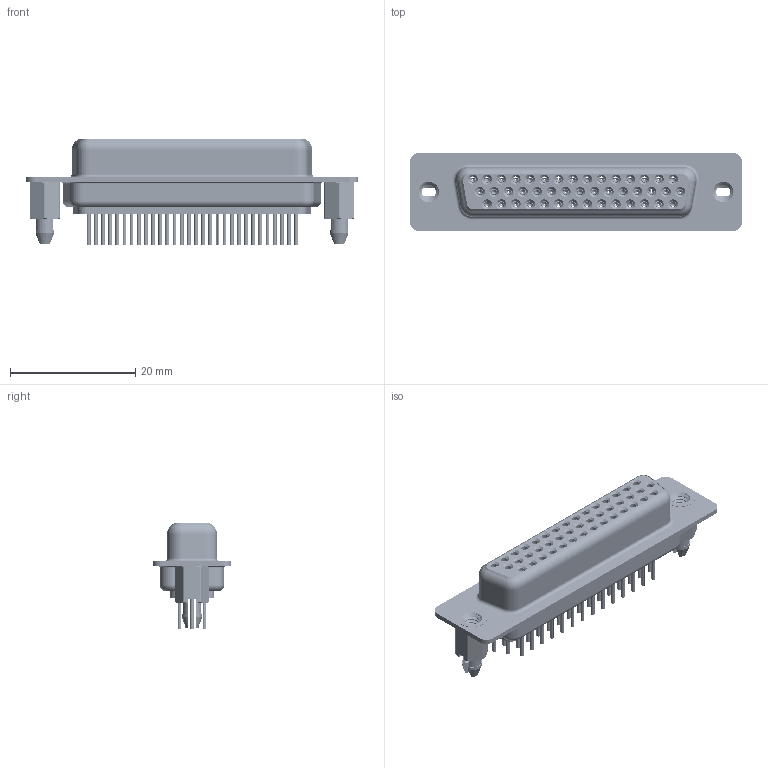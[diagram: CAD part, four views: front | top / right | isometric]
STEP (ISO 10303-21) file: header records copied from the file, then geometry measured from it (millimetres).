
FILE_DESCRIPTION (( 'STEP AP203' ), '1' );
FILE_NAME ('MHHDD-44FNS-E1.STEP', '2025-11-20T14:37:15', ( '' ), ( '' ), 'SwSTEP 2.0', 'SolidWorks 2023', '' );
FILE_SCHEMA (( 'CONFIG_CONTROL_DESIGN' ));
Length unit declared in the file: millimetre
Products named in the file (8): MHHDD Shell Rear_44 Contacts; MHHDD Threaded Boardlock_LP; MHHDD Shell Front_44 Contacts; MHHDD Housing_44 Contacts; MHHDD Contact Row 2_30L; MHHDD Contact Row 1_30L; MHHDD-44FNS-E1; MHHDD Contact Row 3_30L
Assembly tree (49 placements, depth 2):
  MHHDD-44FNS-E1
    MHHDD Housing_44 Contacts
    MHHDD Shell Front_44 Contacts
    MHHDD Shell Rear_44 Contacts
    MHHDD Contact Row 1_30L  x15
    MHHDD Contact Row 2_30L  x15
    MHHDD Contact Row 3_30L  x14
    MHHDD Threaded Boardlock_LP  x2
Bounding box: 53.04 x 12.55 x 16.95 mm (x, y, z)
Volume: 3252.7 mm3; surface area: 12740.6 mm2
Topology: 49 solids, 49 shells, 5950 faces, 15191 edges, 9436 vertices
Faces by surface type: cylinder 1621, plane 1467, torus 1201, bspline 886, cone 775
Entity records: 41198 total; most frequent: CARTESIAN_POINT 11010, DIRECTION 6220, ORIENTED_EDGE 5686, EDGE_CURVE 2843, AXIS2_PLACEMENT_3D 2605, VERTEX_POINT 1797, EDGE_LOOP 1442, CIRCLE 1416
